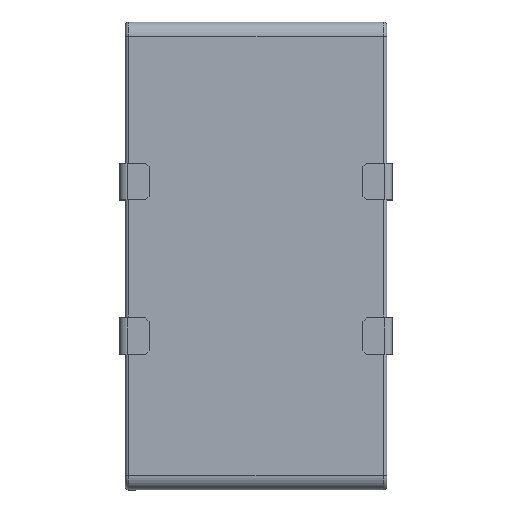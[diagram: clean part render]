
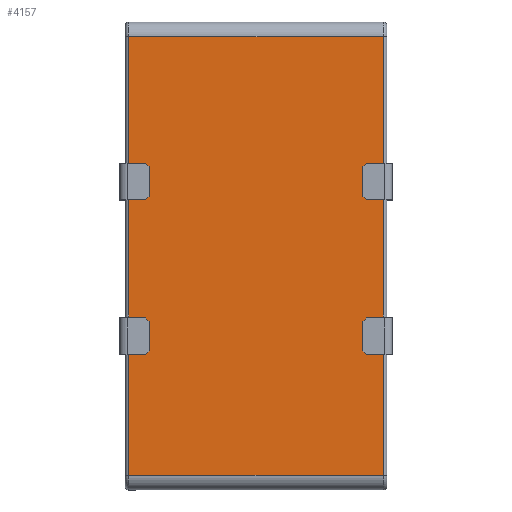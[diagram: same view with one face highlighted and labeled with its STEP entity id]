
A CAD part, top view. The second image highlights one B-rep face of the part: STEP entity #4157.
In plain terms, the highlighted face is planar.
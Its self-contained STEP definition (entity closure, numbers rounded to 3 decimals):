
#93=PLANE('',#4481);
#272=FACE_OUTER_BOUND('',#512,.T.);
#512=EDGE_LOOP('',(#2937,#2938,#2939,#2940));
#773=LINE('',#6168,#1216);
#784=LINE('',#6217,#1227);
#787=LINE('',#6231,#1230);
#789=LINE('',#6235,#1232);
#1216=VECTOR('',#4894,10.);
#1227=VECTOR('',#4953,10.);
#1230=VECTOR('',#4974,10.);
#1232=VECTOR('',#4980,10.);
#1834=VERTEX_POINT('',#6158);
#1836=VERTEX_POINT('',#6164);
#1849=VERTEX_POINT('',#6209);
#1851=VERTEX_POINT('',#6215);
#2237=EDGE_CURVE('',#1834,#1836,#773,.T.);
#2261=EDGE_CURVE('',#1851,#1849,#784,.T.);
#2269=EDGE_CURVE('',#1836,#1851,#787,.T.);
#2271=EDGE_CURVE('',#1849,#1834,#789,.T.);
#2937=ORIENTED_EDGE('',*,*,#2237,.F.);
#2938=ORIENTED_EDGE('',*,*,#2271,.F.);
#2939=ORIENTED_EDGE('',*,*,#2261,.F.);
#2940=ORIENTED_EDGE('',*,*,#2269,.F.);
#4157=ADVANCED_FACE('',(#272),#93,.F.);
#4481=AXIS2_PLACEMENT_3D('',#6237,#4983,#4984);
#4894=DIRECTION('',(1.,0.,0.));
#4953=DIRECTION('',(-1.,0.,0.));
#4974=DIRECTION('',(0.,1.,0.));
#4980=DIRECTION('',(0.,-1.,0.));
#4983=DIRECTION('center_axis',(0.,0.,1.));
#4984=DIRECTION('ref_axis',(1.,0.,0.));
#6158=CARTESIAN_POINT('',(4.,1.,0.));
#6164=CARTESIAN_POINT('',(123.,1.,0.));
#6168=CARTESIAN_POINT('',(31.75,1.,0.));
#6209=CARTESIAN_POINT('',(4.,70.,0.));
#6215=CARTESIAN_POINT('',(123.,70.,0.));
#6217=CARTESIAN_POINT('',(95.25,70.,0.));
#6231=CARTESIAN_POINT('',(123.,17.75,0.));
#6235=CARTESIAN_POINT('',(4.,53.25,0.));
#6237=CARTESIAN_POINT('Origin',(63.5,35.5,0.));
